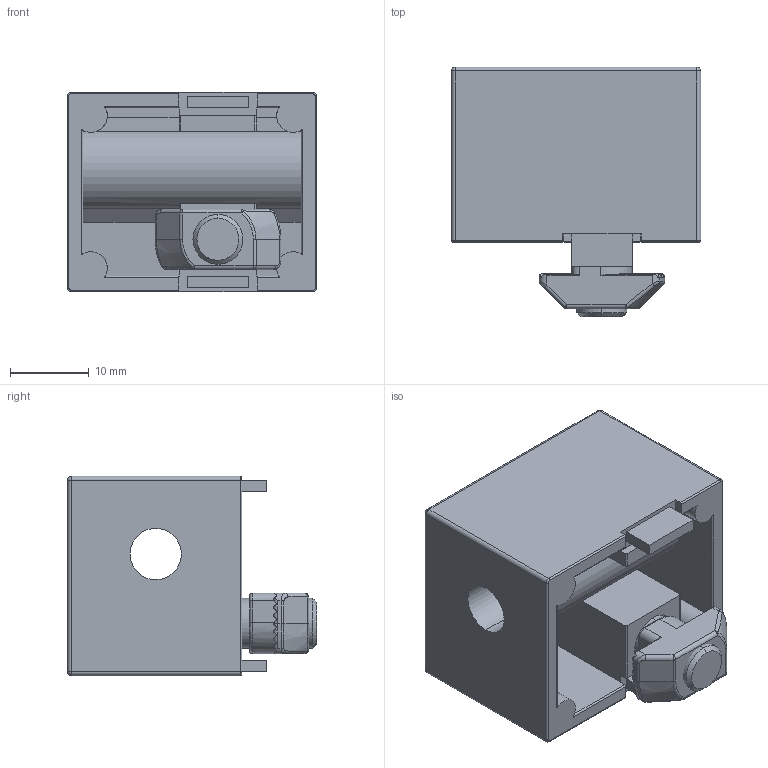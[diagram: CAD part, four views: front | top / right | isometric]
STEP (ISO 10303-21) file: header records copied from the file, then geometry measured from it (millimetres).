
FILE_DESCRIPTION (( 'STEP AP203' ), '1' );
FILE_NAME ('162923.step', '2023-01-30T14:45:28', ( '' ), ( '' ), 'SwSTEP 2.0', 'SolidWorks 2021', '' );
FILE_SCHEMA (( 'CONFIG_CONTROL_DESIGN' ));
Length unit declared in the file: inch
Products named in the file (1): 162923
Bounding box: 31.75 x 31.75 x 25.4 mm (x, y, z)
Volume: 13303.3 mm3; surface area: 8255.4 mm2
Topology: 2 solids, 2 shells, 261 faces, 670 edges, 416 vertices
Faces by surface type: plane 110, cylinder 101, bspline 32, cone 18
Entity records: 8643 total; most frequent: CARTESIAN_POINT 2687, ORIENTED_EDGE 1332, DIRECTION 1102, EDGE_CURVE 666, VERTEX_POINT 416, AXIS2_PLACEMENT_3D 382, LINE 338, VECTOR 338
